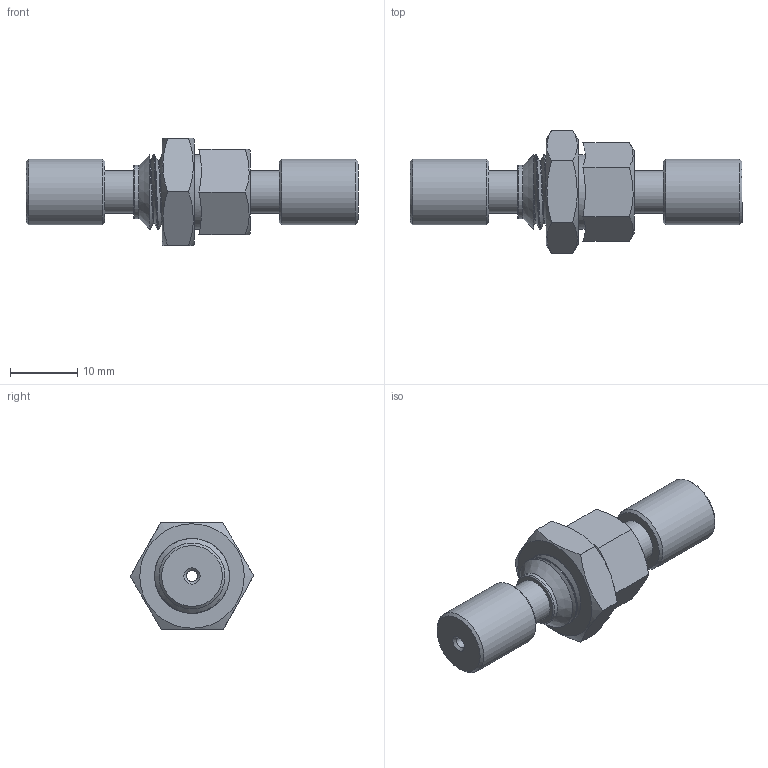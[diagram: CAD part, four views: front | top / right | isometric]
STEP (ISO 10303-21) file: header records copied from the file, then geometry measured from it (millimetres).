
FILE_DESCRIPTION((''),'2;1');
FILE_NAME('305082-CBUS6 Low pressure bulkhead union.stp','2013-08-21T12:45:31',('Franzp'),(''),'Autodesk Inventor 2013','Autodesk Inventor 2013','');
FILE_SCHEMA(('AUTOMOTIVE_DESIGN { 1 0 10303 214 1 1 1 1 }'));
Length unit declared in the file: millimetre
Products named in the file (3): 3150a82; 315082; 310536
Assembly tree (2 placements, depth 2):
  3150a82
    315082
    310536
Bounding box: 49.26 x 18.32 x 15.91 mm (x, y, z)
Volume: 646.4 mm3; surface area: 3532.7 mm2
Topology: 1 solids, 5 shells, 61 faces, 147 edges, 90 vertices
Faces by surface type: plane 23, cylinder 17, cone 14, bspline 6, torus 1
Full cylindrical faces by diameter (mm): 1.65 x2, 6.35 x2, 7.925 x1, 9.229 x2, 9.728 x1, 9.78 x2, 11.112 x1
Entity records: 4234 total; most frequent: CARTESIAN_POINT 2872, DIRECTION 250, ORIENTED_EDGE 216, EDGE_CURVE 117, AXIS2_PLACEMENT_3D 116, EDGE_LOOP 98, VERTEX_POINT 86, FACE_OUTER_BOUND 61
